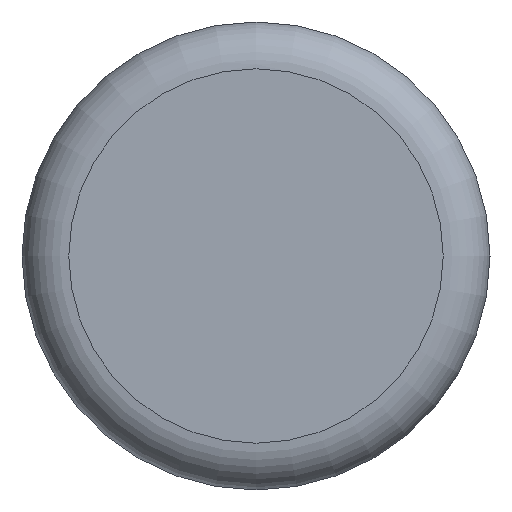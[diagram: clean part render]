
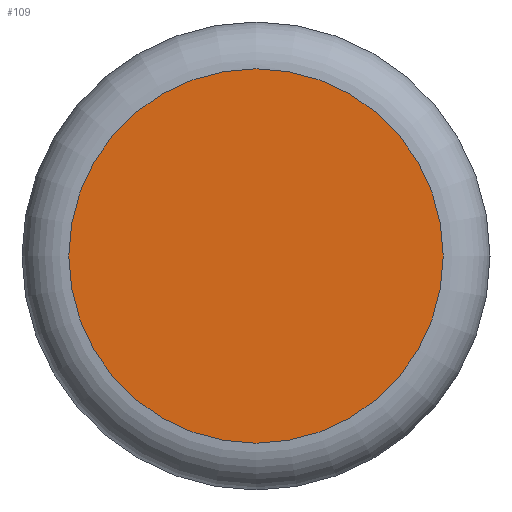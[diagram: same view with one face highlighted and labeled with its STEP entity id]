
A CAD part, left-side view. The second image highlights one B-rep face of the part: STEP entity #109.
In plain terms, the highlighted planar face has unit normal (-1, 0, 0).
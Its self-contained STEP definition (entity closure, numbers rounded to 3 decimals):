
#3 = DIRECTION ( 'NONE',  ( 0., 0., 1. ) ) ;
#13 = EDGE_CURVE ( 'NONE', #130, #130, #30, .T. ) ;
#30 = CIRCLE ( 'NONE', #217, 4. ) ;
#52 = AXIS2_PLACEMENT_3D ( 'NONE', #238, #148, #153 ) ;
#78 = ORIENTED_EDGE ( 'NONE', *, *, #13, .T. ) ;
#87 = PLANE ( 'NONE',  #52 ) ;
#109 = ADVANCED_FACE ( 'NONE', ( #236 ), #87, .F. ) ;
#130 = VERTEX_POINT ( 'NONE', #228 ) ;
#142 = CARTESIAN_POINT ( 'NONE',  ( 0., 0., 0. ) ) ;
#148 = DIRECTION ( 'NONE',  ( 1., 0., 0. ) ) ;
#153 = DIRECTION ( 'NONE',  ( 0., 0., -1. ) ) ;
#166 = DIRECTION ( 'NONE',  ( -1., 0., 0. ) ) ;
#217 = AXIS2_PLACEMENT_3D ( 'NONE', #142, #166, #3 ) ;
#228 = CARTESIAN_POINT ( 'NONE',  ( 0., 0., 4. ) ) ;
#236 = FACE_OUTER_BOUND ( 'NONE', #326, .T. ) ;
#238 = CARTESIAN_POINT ( 'NONE',  ( 0., 0., 0. ) ) ;
#326 = EDGE_LOOP ( 'NONE', ( #78 ) ) ;
